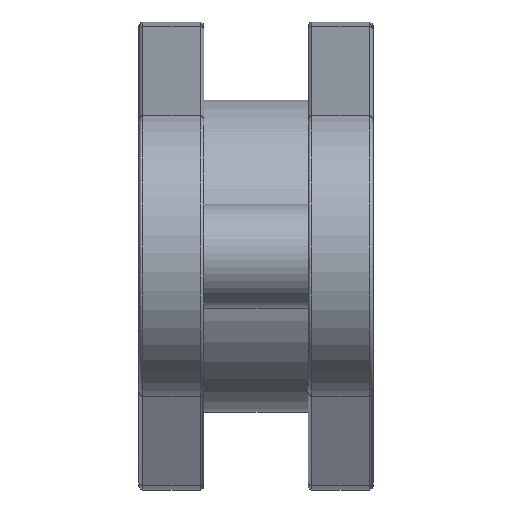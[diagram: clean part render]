
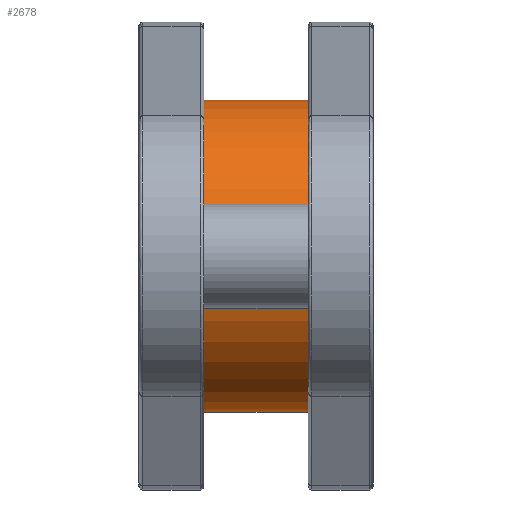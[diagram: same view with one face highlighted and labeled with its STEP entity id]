
A CAD part, front view. The second image highlights one B-rep face of the part: STEP entity #2678.
In plain terms, the highlighted free-form (B-spline) face has degree [2, 1] with [5, 2] control points.
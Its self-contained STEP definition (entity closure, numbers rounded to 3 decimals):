
#2453 = EDGE_CURVE('',#2454,#2456,#2458,.T.);
#2454 = VERTEX_POINT('',#2455);
#2455 = CARTESIAN_POINT('',(624.657,0.,
    141.705));
#2456 = VERTEX_POINT('',#2457);
#2457 = CARTESIAN_POINT('',(624.657,0.,-141.705));
#2458 = ( BOUNDED_CURVE() B_SPLINE_CURVE(2,(#2459,#2460,#2461,#2462,
#2463),.UNSPECIFIED.,.F.,.F.) B_SPLINE_CURVE_WITH_KNOTS((3,2,3),(
    3.142,4.712,6.283),
.PIECEWISE_BEZIER_KNOTS.) CURVE() GEOMETRIC_REPRESENTATION_ITEM() 
RATIONAL_B_SPLINE_CURVE((1.,0.707,1.,0.707,1.)) 
REPRESENTATION_ITEM('') );
#2459 = CARTESIAN_POINT('',(624.657,0.,
    141.705));
#2460 = CARTESIAN_POINT('',(624.657,-141.705,
    141.705));
#2461 = CARTESIAN_POINT('',(624.657,-141.705,
    0.));
#2462 = CARTESIAN_POINT('',(624.657,-141.705,
    -141.705));
#2463 = CARTESIAN_POINT('',(624.657,0.,
    -141.705));
#2645 = EDGE_CURVE('',#2456,#2646,#2648,.T.);
#2646 = VERTEX_POINT('',#2647);
#2647 = CARTESIAN_POINT('',(719.126,0.,-141.705));
#2648 = B_SPLINE_CURVE_WITH_KNOTS('',1,(#2649,#2650),.UNSPECIFIED.,.F.,
  .F.,(2,2),(-40.,40.),.PIECEWISE_BEZIER_KNOTS.);
#2649 = CARTESIAN_POINT('',(624.657,0.,-141.705));
#2650 = CARTESIAN_POINT('',(719.126,0.,-141.705));
#2653 = EDGE_CURVE('',#2454,#2654,#2656,.T.);
#2654 = VERTEX_POINT('',#2655);
#2655 = CARTESIAN_POINT('',(719.126,0.,
    141.705));
#2656 = B_SPLINE_CURVE_WITH_KNOTS('',1,(#2657,#2658),.UNSPECIFIED.,.F.,
  .F.,(2,2),(-40.,40.),.PIECEWISE_BEZIER_KNOTS.);
#2657 = CARTESIAN_POINT('',(624.657,0.,
    141.705));
#2658 = CARTESIAN_POINT('',(719.126,0.,
    141.705));
#2678 = ADVANCED_FACE('',(#2679),#2692,.T.);
#2679 = FACE_BOUND('',#2680,.T.);
#2680 = EDGE_LOOP('',(#2681,#2682,#2683,#2684));
#2681 = ORIENTED_EDGE('',*,*,#2653,.F.);
#2682 = ORIENTED_EDGE('',*,*,#2453,.T.);
#2683 = ORIENTED_EDGE('',*,*,#2645,.T.);
#2684 = ORIENTED_EDGE('',*,*,#2685,.F.);
#2685 = EDGE_CURVE('',#2654,#2646,#2686,.T.);
#2686 = ( BOUNDED_CURVE() B_SPLINE_CURVE(2,(#2687,#2688,#2689,#2690,
#2691),.UNSPECIFIED.,.F.,.F.) B_SPLINE_CURVE_WITH_KNOTS((3,2,3),(
    3.142,4.712,6.283),
.PIECEWISE_BEZIER_KNOTS.) CURVE() GEOMETRIC_REPRESENTATION_ITEM() 
RATIONAL_B_SPLINE_CURVE((1.,0.707,1.,0.707,1.)) 
REPRESENTATION_ITEM('') );
#2687 = CARTESIAN_POINT('',(719.126,0.,
    141.705));
#2688 = CARTESIAN_POINT('',(719.126,-141.705,
    141.705));
#2689 = CARTESIAN_POINT('',(719.126,-141.705,
    0.));
#2690 = CARTESIAN_POINT('',(719.126,-141.705,
    -141.705));
#2691 = CARTESIAN_POINT('',(719.126,0.,
    -141.705));
#2692 = ( BOUNDED_SURFACE() B_SPLINE_SURFACE(2,1,(
    (#2693,#2694)
    ,(#2695,#2696)
    ,(#2697,#2698)
    ,(#2699,#2700)
    ,(#2701,#2702
)),.UNSPECIFIED.,.F.,.F.,.F.) B_SPLINE_SURFACE_WITH_KNOTS((3,2,3),(2,2),
  (3.142,4.712,6.283),(-40.,40.),
.PIECEWISE_BEZIER_KNOTS.) GEOMETRIC_REPRESENTATION_ITEM() 
RATIONAL_B_SPLINE_SURFACE((
    (1.,1.)
    ,(0.707,0.707)
    ,(1.,1.)
    ,(0.707,0.707)
,(1.,1.))) REPRESENTATION_ITEM('') SURFACE() );
#2693 = CARTESIAN_POINT('',(624.657,0.,
    141.705));
#2694 = CARTESIAN_POINT('',(719.126,0.,
    141.705));
#2695 = CARTESIAN_POINT('',(624.657,-141.705,
    141.705));
#2696 = CARTESIAN_POINT('',(719.126,-141.705,
    141.705));
#2697 = CARTESIAN_POINT('',(624.657,-141.705,
    0.));
#2698 = CARTESIAN_POINT('',(719.126,-141.705,
    0.));
#2699 = CARTESIAN_POINT('',(624.657,-141.705,
    -141.705));
#2700 = CARTESIAN_POINT('',(719.126,-141.705,
    -141.705));
#2701 = CARTESIAN_POINT('',(624.657,0.,
    -141.705));
#2702 = CARTESIAN_POINT('',(719.126,0.,
    -141.705));
